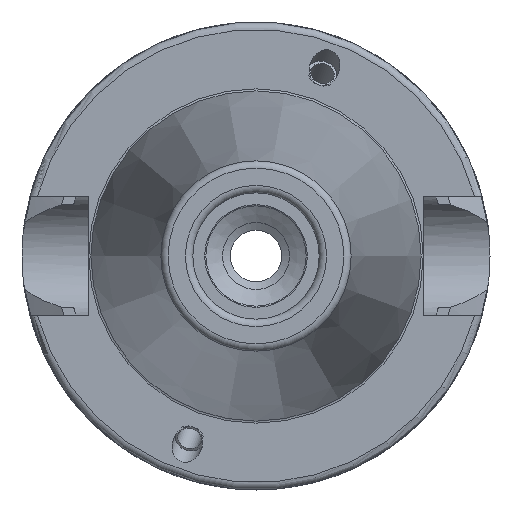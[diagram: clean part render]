
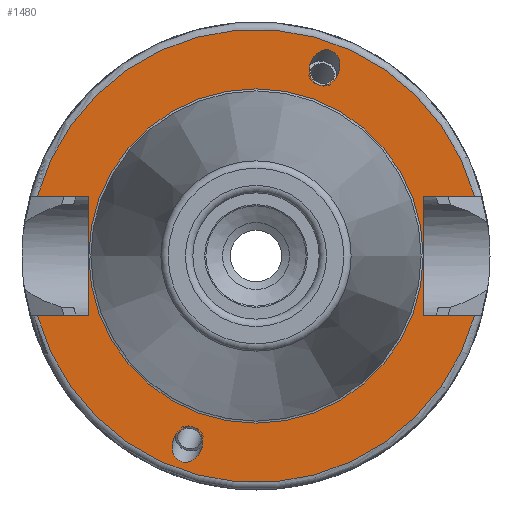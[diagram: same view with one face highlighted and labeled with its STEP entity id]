
A CAD part, left-side view. The second image highlights one B-rep face of the part: STEP entity #1480.
In plain terms, the highlighted planar face has unit normal (-1, 0, 0).
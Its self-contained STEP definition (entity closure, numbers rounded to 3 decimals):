
#27=ELLIPSE('',#1615,2.442,2.);
#36=ELLIPSE('',#1638,2.442,2.);
#55=PLANE('',#1702);
#87=FACE_BOUND('',#319,.T.);
#88=FACE_BOUND('',#320,.T.);
#89=FACE_BOUND('',#321,.T.);
#216=FACE_OUTER_BOUND('',#318,.T.);
#318=EDGE_LOOP('',(#1320,#1321,#1322,#1323,#1324,#1325,#1326,#1327));
#319=EDGE_LOOP('',(#1328));
#320=EDGE_LOOP('',(#1329));
#321=EDGE_LOOP('',(#1330));
#373=LINE('',#2676,#446);
#377=LINE('',#2684,#450);
#380=LINE('',#2704,#453);
#391=LINE('',#2804,#464);
#394=LINE('',#2825,#467);
#396=LINE('',#2828,#469);
#446=VECTOR('',#2032,10.);
#450=VECTOR('',#2038,10.);
#453=VECTOR('',#2043,10.);
#464=VECTOR('',#2098,10.);
#467=VECTOR('',#2103,10.);
#469=VECTOR('',#2107,10.);
#547=CIRCLE('',#1666,30.5);
#566=CIRCLE('',#1701,22.5);
#567=CIRCLE('',#1703,30.5);
#631=VERTEX_POINT('',#2508);
#646=VERTEX_POINT('',#2589);
#664=VERTEX_POINT('',#2664);
#665=VERTEX_POINT('',#2675);
#667=VERTEX_POINT('',#2681);
#668=VERTEX_POINT('',#2683);
#683=VERTEX_POINT('',#2764);
#690=VERTEX_POINT('',#2801);
#691=VERTEX_POINT('',#2803);
#695=VERTEX_POINT('',#2824);
#709=VERTEX_POINT('',#2876);
#806=EDGE_CURVE('',#631,#631,#27,.T.);
#829=EDGE_CURVE('',#646,#646,#36,.T.);
#850=EDGE_CURVE('',#665,#664,#373,.T.);
#854=EDGE_CURVE('',#668,#667,#377,.T.);
#859=EDGE_CURVE('',#667,#665,#380,.T.);
#879=EDGE_CURVE('',#668,#683,#547,.T.);
#889=EDGE_CURVE('',#691,#690,#391,.T.);
#894=EDGE_CURVE('',#695,#683,#394,.T.);
#896=EDGE_CURVE('',#690,#695,#396,.T.);
#920=EDGE_CURVE('',#709,#709,#566,.T.);
#921=EDGE_CURVE('',#691,#664,#567,.T.);
#1320=ORIENTED_EDGE('',*,*,#850,.T.);
#1321=ORIENTED_EDGE('',*,*,#921,.F.);
#1322=ORIENTED_EDGE('',*,*,#889,.T.);
#1323=ORIENTED_EDGE('',*,*,#896,.T.);
#1324=ORIENTED_EDGE('',*,*,#894,.T.);
#1325=ORIENTED_EDGE('',*,*,#879,.F.);
#1326=ORIENTED_EDGE('',*,*,#854,.T.);
#1327=ORIENTED_EDGE('',*,*,#859,.T.);
#1328=ORIENTED_EDGE('',*,*,#806,.T.);
#1329=ORIENTED_EDGE('',*,*,#829,.T.);
#1330=ORIENTED_EDGE('',*,*,#920,.T.);
#1480=ADVANCED_FACE('',(#216,#87,#88,#89),#55,.T.);
#1615=AXIS2_PLACEMENT_3D('',#2510,#1954,#1955);
#1638=AXIS2_PLACEMENT_3D('',#2591,#2007,#2008);
#1666=AXIS2_PLACEMENT_3D('',#2765,#2085,#2086);
#1701=AXIS2_PLACEMENT_3D('',#2878,#2172,#2173);
#1702=AXIS2_PLACEMENT_3D('',#2879,#2174,#2175);
#1703=AXIS2_PLACEMENT_3D('',#2880,#2176,#2177);
#1954=DIRECTION('center_axis',(1.,0.,0.));
#1955=DIRECTION('ref_axis',(0.,-0.342,0.94));
#2007=DIRECTION('center_axis',(1.,0.,0.));
#2008=DIRECTION('ref_axis',(0.,0.342,-0.94));
#2032=DIRECTION('',(0.,-1.,0.));
#2038=DIRECTION('',(0.,1.,0.));
#2043=DIRECTION('',(0.,0.,1.));
#2085=DIRECTION('center_axis',(1.,0.,0.));
#2086=DIRECTION('ref_axis',(0.,0.,-1.));
#2098=DIRECTION('',(0.,-1.,0.));
#2103=DIRECTION('',(0.,1.,0.));
#2107=DIRECTION('',(0.,0.,-1.));
#2172=DIRECTION('center_axis',(1.,0.,0.));
#2173=DIRECTION('ref_axis',(0.,0.,-1.));
#2174=DIRECTION('center_axis',(-1.,0.,0.));
#2175=DIRECTION('ref_axis',(0.,0.,1.));
#2176=DIRECTION('center_axis',(1.,0.,0.));
#2177=DIRECTION('ref_axis',(0.,0.,-1.));
#2508=CARTESIAN_POINT('',(2.,-8.399,23.077));
#2510=CARTESIAN_POINT('Origin',(2.,-9.235,25.372));
#2589=CARTESIAN_POINT('',(2.,8.399,-23.077));
#2591=CARTESIAN_POINT('Origin',(2.,9.235,-25.372));
#2664=CARTESIAN_POINT('',(2.,-29.418,8.05));
#2675=CARTESIAN_POINT('',(2.,-22.6,8.05));
#2676=CARTESIAN_POINT('',(2.,3.95,8.05));
#2681=CARTESIAN_POINT('',(2.,-22.6,-8.05));
#2683=CARTESIAN_POINT('',(2.,-29.418,-8.05));
#2684=CARTESIAN_POINT('',(2.,3.95,-8.05));
#2704=CARTESIAN_POINT('',(2.,-22.6,0.));
#2764=CARTESIAN_POINT('',(2.,29.418,-8.05));
#2765=CARTESIAN_POINT('Origin',(2.,0.,0.));
#2801=CARTESIAN_POINT('',(2.,22.6,8.05));
#2803=CARTESIAN_POINT('',(2.,29.418,8.05));
#2804=CARTESIAN_POINT('',(2.,26.55,8.05));
#2824=CARTESIAN_POINT('',(2.,22.6,-8.05));
#2825=CARTESIAN_POINT('',(2.,26.55,-8.05));
#2828=CARTESIAN_POINT('',(2.,22.6,0.));
#2876=CARTESIAN_POINT('',(2.,0.,22.5));
#2878=CARTESIAN_POINT('Origin',(2.,0.,0.));
#2879=CARTESIAN_POINT('Origin',(2.,30.5,0.));
#2880=CARTESIAN_POINT('Origin',(2.,0.,0.));
